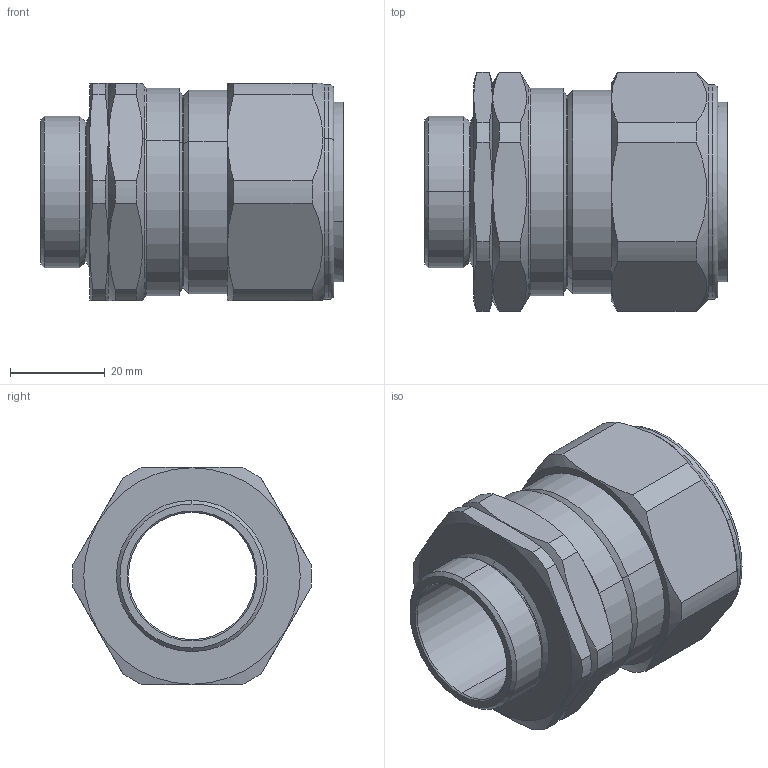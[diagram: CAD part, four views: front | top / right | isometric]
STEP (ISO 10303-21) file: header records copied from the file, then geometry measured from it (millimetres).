
FILE_DESCRIPTION (( 'STEP AP203' ), '1' );
FILE_NAME ('32CW1RA.STEP', '2021-04-15T09:53:11', ( '' ), ( '' ), 'SwSTEP 2.0', 'SolidWorks 2017', '' );
FILE_SCHEMA (( 'CONFIG_CONTROL_DESIGN' ));
Length unit declared in the file: millimetre
Products named in the file (1): 32CW1RA
Bounding box: 63.95 x 50.58 x 46 mm (x, y, z)
Volume: 47071.5 mm3; surface area: 18477.1 mm2
Topology: 1 solids, 18 shells, 246 faces, 573 edges, 370 vertices
Faces by surface type: plane 97, cylinder 57, bspline 48, cone 34, torus 10
Entity records: 9654 total; most frequent: CARTESIAN_POINT 4262, ORIENTED_EDGE 1146, DIRECTION 989, EDGE_CURVE 573, VERTEX_POINT 370, AXIS2_PLACEMENT_3D 365, VECTOR 259, LINE 259
